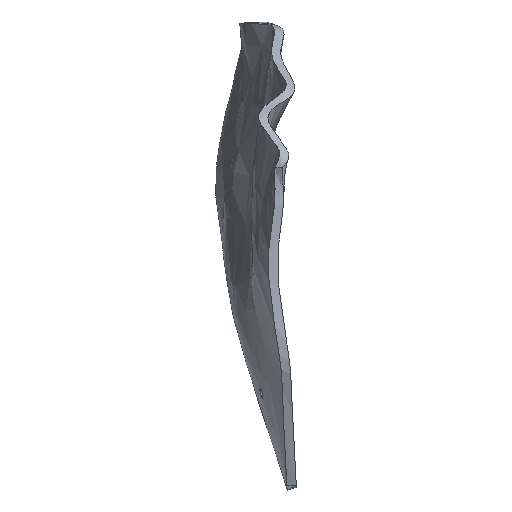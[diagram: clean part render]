
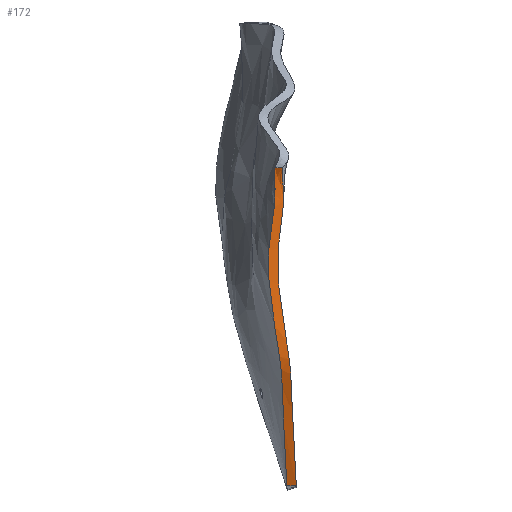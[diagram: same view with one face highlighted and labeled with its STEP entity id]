
A CAD part, front view. The second image highlights one B-rep face of the part: STEP entity #172.
In plain terms, the highlighted free-form (B-spline) face has degree [3, 3] with [16, 4] control points.
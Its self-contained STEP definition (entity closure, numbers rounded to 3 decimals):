
#26=B_SPLINE_SURFACE_WITH_KNOTS('',3,3,((#2365,#2366,#2367,#2368),(#2369,
#2370,#2371,#2372),(#2373,#2374,#2375,#2376),(#2377,#2378,#2379,#2380),
(#2381,#2382,#2383,#2384),(#2385,#2386,#2387,#2388),(#2389,#2390,#2391,
#2392),(#2393,#2394,#2395,#2396),(#2397,#2398,#2399,#2400),(#2401,#2402,
#2403,#2404),(#2405,#2406,#2407,#2408),(#2409,#2410,#2411,#2412),(#2413,
#2414,#2415,#2416),(#2417,#2418,#2419,#2420),(#2421,#2422,#2423,#2424),
(#2425,#2426,#2427,#2428)),.UNSPECIFIED.,.F.,.F.,.F.,(4,1,1,2,2,2,2,2,4),
(4,4),(0.,0.125,0.25,0.5,1.,2.,3.,4.,5.),(-0.2,0.),.UNSPECIFIED.);
#34=FACE_OUTER_BOUND('',#46,.T.);
#46=EDGE_LOOP('',(#153,#154,#155,#156));
#52=LINE('',#2363,#59);
#54=LINE('',#2429,#61);
#59=VECTOR('',#204,10.);
#61=VECTOR('',#206,10.);
#72=B_SPLINE_CURVE_WITH_KNOTS('',3,(#617,#618,#619,#620,#621,#622,#623,
#624,#625),.UNSPECIFIED.,.F.,.F.,(4,1,1,1,1,1,4),(0.,0.5,1.,2.,3.,4.,5.),
 .UNSPECIFIED.);
#78=B_SPLINE_CURVE_WITH_KNOTS('',3,(#2158,#2159,#2160,#2161,#2162,#2163,
#2164,#2165,#2166,#2167,#2168,#2169,#2170,#2171,#2172,#2173,#2174,#2175,
#2176,#2177,#2178),.UNSPECIFIED.,.F.,.F.,(4,1,1,2,1,2,1,1,1,1,2,2,2,4),
(0.,0.125,0.25,0.5,0.75,1.,1.125,1.25,1.375,1.5,2.,3.,4.,5.),
 .UNSPECIFIED.);
#89=VERTEX_POINT('',#602);
#90=VERTEX_POINT('',#616);
#93=VERTEX_POINT('',#1910);
#95=VERTEX_POINT('',#2012);
#108=EDGE_CURVE('',#89,#90,#72,.T.);
#114=EDGE_CURVE('',#93,#95,#78,.T.);
#115=EDGE_CURVE('',#93,#89,#52,.T.);
#117=EDGE_CURVE('',#95,#90,#54,.T.);
#153=ORIENTED_EDGE('',*,*,#114,.T.);
#154=ORIENTED_EDGE('',*,*,#117,.T.);
#155=ORIENTED_EDGE('',*,*,#108,.F.);
#156=ORIENTED_EDGE('',*,*,#115,.F.);
#172=ADVANCED_FACE('',(#34),#26,.T.);
#204=DIRECTION('',(0.767,-0.642,0.009));
#206=DIRECTION('',(0.998,0.001,0.055));
#602=CARTESIAN_POINT('',(-3.,-40.983,-2.252));
#616=CARTESIAN_POINT('',(0.,-26.271,-69.666));
#617=CARTESIAN_POINT('Ctrl Pts',(-3.,-40.983,-2.252));
#618=CARTESIAN_POINT('Ctrl Pts',(-2.762,-40.732,-4.581));
#619=CARTESIAN_POINT('Ctrl Pts',(-2.286,-40.232,-9.24));
#620=CARTESIAN_POINT('Ctrl Pts',(-4.076,-39.481,-18.068));
#621=CARTESIAN_POINT('Ctrl Pts',(-4.076,-38.804,-28.376));
#622=CARTESIAN_POINT('Ctrl Pts',(-1.047,-38.204,-43.938));
#623=CARTESIAN_POINT('Ctrl Pts',(-1.047,-32.876,-50.448));
#624=CARTESIAN_POINT('Ctrl Pts',(-0.349,-28.473,-63.26));
#625=CARTESIAN_POINT('Ctrl Pts',(0.,-26.271,
-69.666));
#1910=CARTESIAN_POINT('',(-4.534,-39.699,-2.271));
#2012=CARTESIAN_POINT('',(-1.997,-26.274,-69.775));
#2158=CARTESIAN_POINT('Ctrl Pts',(-4.534,-39.699,-2.271));
#2159=CARTESIAN_POINT('Ctrl Pts',(-4.623,-39.815,-2.887));
#2160=CARTESIAN_POINT('Ctrl Pts',(-4.72,-40.086,-4.107));
#2161=CARTESIAN_POINT('Ctrl Pts',(-4.655,-40.49,-6.438));
#2162=CARTESIAN_POINT('Ctrl Pts',(-4.57,-40.579,-8.074));
#2163=CARTESIAN_POINT('Ctrl Pts',(-4.631,-40.596,-10.164));
#2164=CARTESIAN_POINT('Ctrl Pts',(-4.87,-40.463,-12.279));
#2165=CARTESIAN_POINT('Ctrl Pts',(-5.254,-40.247,-14.463));
#2166=CARTESIAN_POINT('Ctrl Pts',(-5.493,-40.084,-16.14));
#2167=CARTESIAN_POINT('Ctrl Pts',(-5.632,-39.981,-17.253));
#2168=CARTESIAN_POINT('Ctrl Pts',(-5.782,-39.841,-18.915));
#2169=CARTESIAN_POINT('Ctrl Pts',(-5.875,-39.715,-20.577));
#2170=CARTESIAN_POINT('Ctrl Pts',(-5.948,-39.483,-23.914));
#2171=CARTESIAN_POINT('Ctrl Pts',(-5.781,-39.333,-26.753));
#2172=CARTESIAN_POINT('Ctrl Pts',(-5.004,-38.972,-33.908));
#2173=CARTESIAN_POINT('Ctrl Pts',(-3.996,-38.713,-39.133));
#2174=CARTESIAN_POINT('Ctrl Pts',(-2.993,-36.76,-46.428));
#2175=CARTESIAN_POINT('Ctrl Pts',(-2.992,-35.048,-48.556));
#2176=CARTESIAN_POINT('Ctrl Pts',(-2.649,-31.021,-57.079));
#2177=CARTESIAN_POINT('Ctrl Pts',(-2.34,-28.76,-63.467));
#2178=CARTESIAN_POINT('Ctrl Pts',(-1.997,-26.274,-69.775));
#2363=CARTESIAN_POINT('',(-3.,-40.983,-2.252));
#2365=CARTESIAN_POINT('Ctrl Pts',(-4.534,-39.699,-2.271));
#2366=CARTESIAN_POINT('Ctrl Pts',(-4.022,-40.127,-2.264));
#2367=CARTESIAN_POINT('Ctrl Pts',(-3.511,-40.555,-2.258));
#2368=CARTESIAN_POINT('Ctrl Pts',(-3.,-40.983,-2.252));
#2369=CARTESIAN_POINT('Ctrl Pts',(-4.623,-39.815,-2.887));
#2370=CARTESIAN_POINT('Ctrl Pts',(-4.062,-40.184,-2.87));
#2371=CARTESIAN_POINT('Ctrl Pts',(-3.502,-40.551,-2.852));
#2372=CARTESIAN_POINT('Ctrl Pts',(-2.94,-40.92,-2.834));
#2373=CARTESIAN_POINT('Ctrl Pts',(-4.72,-40.086,-4.107));
#2374=CARTESIAN_POINT('Ctrl Pts',(-4.087,-40.322,-4.071));
#2375=CARTESIAN_POINT('Ctrl Pts',(-3.454,-40.559,-4.035));
#2376=CARTESIAN_POINT('Ctrl Pts',(-2.821,-40.795,-3.999));
#2377=CARTESIAN_POINT('Ctrl Pts',(-4.654,-40.49,-6.438));
#2378=CARTESIAN_POINT('Ctrl Pts',(-3.979,-40.511,-6.399));
#2379=CARTESIAN_POINT('Ctrl Pts',(-3.302,-40.528,-6.36));
#2380=CARTESIAN_POINT('Ctrl Pts',(-2.626,-40.549,-6.32));
#2381=CARTESIAN_POINT('Ctrl Pts',(-4.57,-40.58,-8.073));
#2382=CARTESIAN_POINT('Ctrl Pts',(-3.905,-40.51,-8.064));
#2383=CARTESIAN_POINT('Ctrl Pts',(-3.241,-40.443,-8.054));
#2384=CARTESIAN_POINT('Ctrl Pts',(-2.576,-40.373,-8.045));
#2385=CARTESIAN_POINT('Ctrl Pts',(-4.658,-40.598,-11.21));
#2386=CARTESIAN_POINT('Ctrl Pts',(-4.017,-40.415,-11.289));
#2387=CARTESIAN_POINT('Ctrl Pts',(-3.374,-40.228,-11.368));
#2388=CARTESIAN_POINT('Ctrl Pts',(-2.733,-40.044,-11.447));
#2389=CARTESIAN_POINT('Ctrl Pts',(-5.091,-40.349,-13.346));
#2390=CARTESIAN_POINT('Ctrl Pts',(-4.454,-40.185,-13.449));
#2391=CARTESIAN_POINT('Ctrl Pts',(-3.818,-40.021,-13.551));
#2392=CARTESIAN_POINT('Ctrl Pts',(-3.181,-39.857,-13.654));
#2393=CARTESIAN_POINT('Ctrl Pts',(-6.054,-39.708,-20.052));
#2394=CARTESIAN_POINT('Ctrl Pts',(-5.394,-39.587,-20.078));
#2395=CARTESIAN_POINT('Ctrl Pts',(-4.735,-39.466,-20.104));
#2396=CARTESIAN_POINT('Ctrl Pts',(-4.076,-39.346,-20.13));
#2397=CARTESIAN_POINT('Ctrl Pts',(-6.04,-39.451,-24.367));
#2398=CARTESIAN_POINT('Ctrl Pts',(-5.385,-39.326,-24.328));
#2399=CARTESIAN_POINT('Ctrl Pts',(-4.73,-39.2,-24.292));
#2400=CARTESIAN_POINT('Ctrl Pts',(-4.076,-39.075,-24.253));
#2401=CARTESIAN_POINT('Ctrl Pts',(-5.004,-38.973,-33.909));
#2402=CARTESIAN_POINT('Ctrl Pts',(-4.358,-38.849,-33.795));
#2403=CARTESIAN_POINT('Ctrl Pts',(-3.712,-38.728,-33.678));
#2404=CARTESIAN_POINT('Ctrl Pts',(-3.066,-38.604,-33.564));
#2405=CARTESIAN_POINT('Ctrl Pts',(-3.996,-38.712,-39.133));
#2406=CARTESIAN_POINT('Ctrl Pts',(-3.349,-38.609,-39.005));
#2407=CARTESIAN_POINT('Ctrl Pts',(-2.703,-38.506,-38.878));
#2408=CARTESIAN_POINT('Ctrl Pts',(-2.057,-38.404,-38.751));
#2409=CARTESIAN_POINT('Ctrl Pts',(-2.993,-36.761,-46.428));
#2410=CARTESIAN_POINT('Ctrl Pts',(-2.345,-36.65,-46.322));
#2411=CARTESIAN_POINT('Ctrl Pts',(-1.696,-36.539,-46.215));
#2412=CARTESIAN_POINT('Ctrl Pts',(-1.047,-36.428,-46.108));
#2413=CARTESIAN_POINT('Ctrl Pts',(-2.991,-35.048,-48.556));
#2414=CARTESIAN_POINT('Ctrl Pts',(-2.343,-34.916,-48.464));
#2415=CARTESIAN_POINT('Ctrl Pts',(-1.695,-34.784,-48.37));
#2416=CARTESIAN_POINT('Ctrl Pts',(-1.047,-34.652,-48.278));
#2417=CARTESIAN_POINT('Ctrl Pts',(-2.65,-31.022,-57.078));
#2418=CARTESIAN_POINT('Ctrl Pts',(-1.999,-30.905,-57.003));
#2419=CARTESIAN_POINT('Ctrl Pts',(-1.349,-30.791,-56.929));
#2420=CARTESIAN_POINT('Ctrl Pts',(-0.698,-30.674,-56.854));
#2421=CARTESIAN_POINT('Ctrl Pts',(-2.34,-28.76,-63.467));
#2422=CARTESIAN_POINT('Ctrl Pts',(-1.679,-28.667,-63.4));
#2423=CARTESIAN_POINT('Ctrl Pts',(-1.011,-28.565,-63.327));
#2424=CARTESIAN_POINT('Ctrl Pts',(-0.349,-28.473,
-63.26));
#2425=CARTESIAN_POINT('Ctrl Pts',(-1.997,-26.274,-69.775));
#2426=CARTESIAN_POINT('Ctrl Pts',(-1.331,-26.273,-69.739));
#2427=CARTESIAN_POINT('Ctrl Pts',(-0.666,-26.272,-69.702));
#2428=CARTESIAN_POINT('Ctrl Pts',(0.,-26.271,
-69.666));
#2429=CARTESIAN_POINT('',(0.,-26.271,-69.666));
